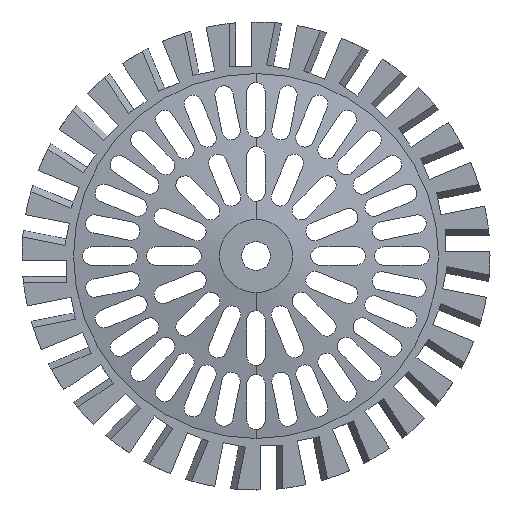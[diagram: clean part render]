
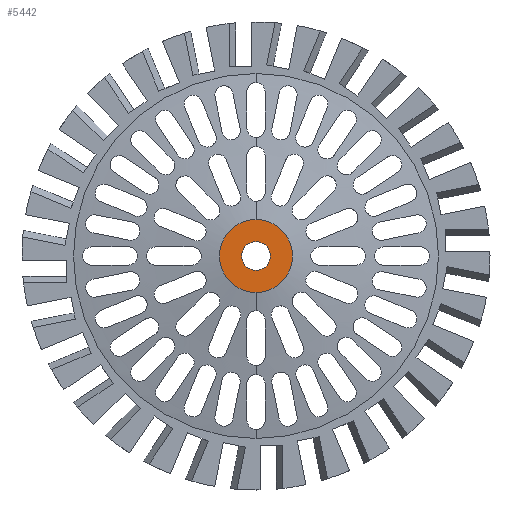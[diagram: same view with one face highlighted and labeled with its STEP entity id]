
A CAD part, front view. The second image highlights one B-rep face of the part: STEP entity #5442.
In plain terms, the highlighted planar face has unit normal (0, -1, 0).
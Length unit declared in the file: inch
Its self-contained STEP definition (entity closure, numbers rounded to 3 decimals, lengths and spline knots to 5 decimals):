
#1160 = CARTESIAN_POINT ( 'NONE',  ( 0., -0.5, 0. ) ) ;
#1765 = CARTESIAN_POINT ( 'NONE',  ( 0., -0.5, 0. ) ) ;
#2911 = CARTESIAN_POINT ( 'NONE',  ( 0., -0.5, 0.5 ) ) ;
#3006 = DIRECTION ( 'NONE',  ( 0., -1., 0. ) ) ;
#4273 = DIRECTION ( 'NONE',  ( 0., -1., 0. ) ) ;
#4360 = DIRECTION ( 'NONE',  ( 0., 0., 1. ) ) ;
#5442 = ADVANCED_FACE ( 'NONE', ( #6702, #15682 ), #19212, .F. ) ;
#5527 = AXIS2_PLACEMENT_3D ( 'NONE', #1160, #20848, #13781 ) ;
#5837 = EDGE_LOOP ( 'NONE', ( #15530, #18824 ) ) ;
#6702 = FACE_BOUND ( 'NONE', #5837, .T. ) ;
#7021 = CIRCLE ( 'NONE', #5527, 0.5 ) ;
#8057 = CIRCLE ( 'NONE', #9197, 0.1972 ) ;
#8270 = EDGE_LOOP ( 'NONE', ( #13525, #20162 ) ) ;
#9197 = AXIS2_PLACEMENT_3D ( 'NONE', #20435, #4273, #19451 ) ;
#10012 = DIRECTION ( 'NONE',  ( 0., 1., 0. ) ) ;
#10204 = DIRECTION ( 'NONE',  ( 0., 0., -1. ) ) ;
#10324 = EDGE_CURVE ( 'NONE', #21261, #11073, #8057, .T. ) ;
#11073 = VERTEX_POINT ( 'NONE', #11625 ) ;
#11625 = CARTESIAN_POINT ( 'NONE',  ( 0., -0.5, -0.1972 ) ) ;
#11635 = VERTEX_POINT ( 'NONE', #14997 ) ;
#12493 = DIRECTION ( 'NONE',  ( 0., 0., -1. ) ) ;
#12786 = AXIS2_PLACEMENT_3D ( 'NONE', #1765, #21707, #12493 ) ;
#13525 = ORIENTED_EDGE ( 'NONE', *, *, #19514, .T. ) ;
#13781 = DIRECTION ( 'NONE',  ( 0., 0., -1. ) ) ;
#14624 = CIRCLE ( 'NONE', #17243, 0.5 ) ;
#14986 = AXIS2_PLACEMENT_3D ( 'NONE', #20519, #10012, #4360 ) ;
#14997 = CARTESIAN_POINT ( 'NONE',  ( 0., -0.5, -0.5 ) ) ;
#15530 = ORIENTED_EDGE ( 'NONE', *, *, #21819, .F. ) ;
#15682 = FACE_OUTER_BOUND ( 'NONE', #8270, .T. ) ;
#17243 = AXIS2_PLACEMENT_3D ( 'NONE', #22147, #3006, #10204 ) ;
#17465 = EDGE_CURVE ( 'NONE', #11635, #18352, #7021, .T. ) ;
#18352 = VERTEX_POINT ( 'NONE', #2911 ) ;
#18824 = ORIENTED_EDGE ( 'NONE', *, *, #10324, .F. ) ;
#19212 = PLANE ( 'NONE',  #14986 ) ;
#19451 = DIRECTION ( 'NONE',  ( 0., 0., -1. ) ) ;
#19514 = EDGE_CURVE ( 'NONE', #18352, #11635, #14624, .T. ) ;
#19922 = CIRCLE ( 'NONE', #12786, 0.1972 ) ;
#20162 = ORIENTED_EDGE ( 'NONE', *, *, #17465, .T. ) ;
#20435 = CARTESIAN_POINT ( 'NONE',  ( 0., -0.5, 0. ) ) ;
#20519 = CARTESIAN_POINT ( 'NONE',  ( 0., -0.5, 0. ) ) ;
#20848 = DIRECTION ( 'NONE',  ( 0., -1., 0. ) ) ;
#21261 = VERTEX_POINT ( 'NONE', #23048 ) ;
#21707 = DIRECTION ( 'NONE',  ( 0., -1., 0. ) ) ;
#21819 = EDGE_CURVE ( 'NONE', #11073, #21261, #19922, .T. ) ;
#22147 = CARTESIAN_POINT ( 'NONE',  ( 0., -0.5, 0. ) ) ;
#23048 = CARTESIAN_POINT ( 'NONE',  ( 0., -0.5, 0.1972 ) ) ;
